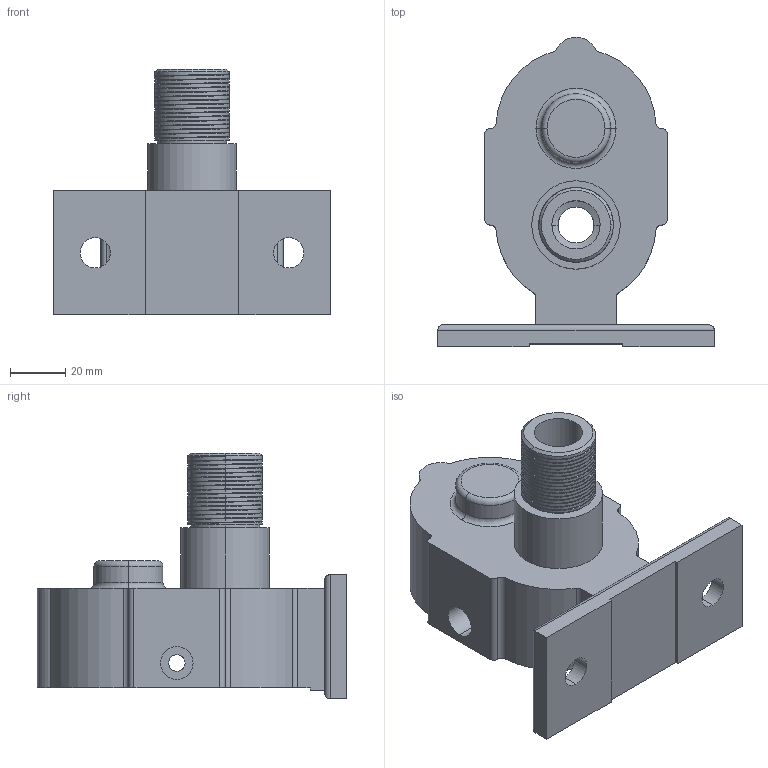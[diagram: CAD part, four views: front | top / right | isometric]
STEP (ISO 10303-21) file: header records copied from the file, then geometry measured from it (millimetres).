
FILE_DESCRIPTION (( 'STEP AP203' ), '1' );
FILE_NAME ('掙极.STEP', '2023-04-17T01:30:43', ( '' ), ( '' ), 'SwSTEP 2.0', 'SolidWorks 2022', '' );
FILE_SCHEMA (( 'CONFIG_CONTROL_DESIGN' ));
Length unit declared in the file: millimetre
Products named in the file (1): 掙极
Bounding box: 100 x 112 x 89 mm (x, y, z)
Volume: 191939.1 mm3; surface area: 46318.2 mm2
Topology: 1 solids, 1 shells, 173 faces, 446 edges, 280 vertices
Faces by surface type: cylinder 109, plane 39, cone 18, torus 4, bspline 3
Entity records: 9096 total; most frequent: CARTESIAN_POINT 4947, ORIENTED_EDGE 864, DIRECTION 838, EDGE_CURVE 432, AXIS2_PLACEMENT_3D 323, VERTEX_POINT 280, EDGE_LOOP 202, VECTOR 192
